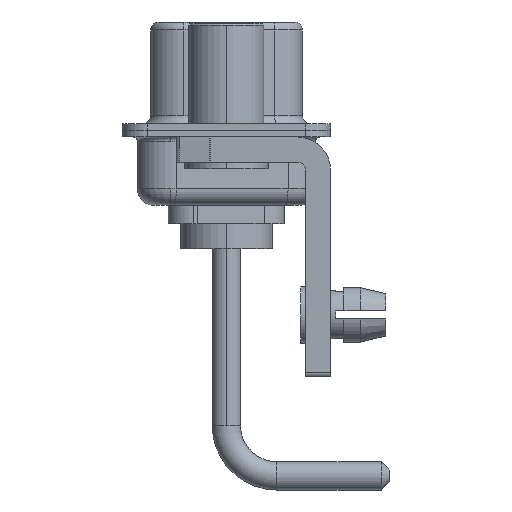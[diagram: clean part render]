
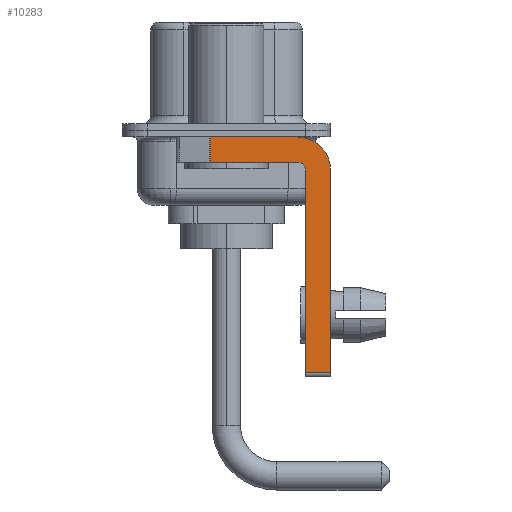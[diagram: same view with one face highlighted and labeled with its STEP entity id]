
A CAD part, left-side view. The second image highlights one B-rep face of the part: STEP entity #10283.
In plain terms, the highlighted planar face has unit normal (-1, 0, 0).
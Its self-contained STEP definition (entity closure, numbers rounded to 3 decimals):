
#5 = DIRECTION ( 'NONE',  ( -1., 0., 0. ) ) ;
#203 = CARTESIAN_POINT ( 'NONE',  ( -2.9, -4.75, -14.55 ) ) ;
#356 = CARTESIAN_POINT ( 'NONE',  ( -2.9, -4.25, -1.9 ) ) ;
#855 = VERTEX_POINT ( 'NONE', #13244 ) ;
#977 = VERTEX_POINT ( 'NONE', #6422 ) ;
#1707 = AXIS2_PLACEMENT_3D ( 'NONE', #11373, #7243, #12773 ) ;
#2575 = VECTOR ( 'NONE', #7186, 1000. ) ;
#2905 = PLANE ( 'NONE',  #17050 ) ;
#3118 = EDGE_CURVE ( 'NONE', #4736, #10663, #9505, .T. ) ;
#3183 = DIRECTION ( 'NONE',  ( 0., 0., -1. ) ) ;
#3278 = EDGE_CURVE ( 'NONE', #855, #12813, #7700, .T. ) ;
#4736 = VERTEX_POINT ( 'NONE', #203 ) ;
#5414 = CARTESIAN_POINT ( 'NONE',  ( -2.9, 3., -0.4 ) ) ;
#5503 = EDGE_CURVE ( 'NONE', #12813, #977, #14955, .T. ) ;
#5523 = EDGE_CURVE ( 'NONE', #4736, #977, #10389, .T. ) ;
#5766 = EDGE_LOOP ( 'NONE', ( #17254, #7171, #6063, #5784, #18434, #13076, #13821, #10492 ) ) ;
#5784 = ORIENTED_EDGE ( 'NONE', *, *, #8429, .F. ) ;
#6063 = ORIENTED_EDGE ( 'NONE', *, *, #17145, .F. ) ;
#6168 = VERTEX_POINT ( 'NONE', #15022 ) ;
#6276 = CARTESIAN_POINT ( 'NONE',  ( -2.9, -6.25, -2.4 ) ) ;
#6422 = CARTESIAN_POINT ( 'NONE',  ( -2.9, -6.25, -14.55 ) ) ;
#6564 = AXIS2_PLACEMENT_3D ( 'NONE', #13205, #5, #11805 ) ;
#6674 = VERTEX_POINT ( 'NONE', #13157 ) ;
#6745 = VECTOR ( 'NONE', #13280, 1000. ) ;
#7171 = ORIENTED_EDGE ( 'NONE', *, *, #7310, .T. ) ;
#7186 = DIRECTION ( 'NONE',  ( 0., 0., -1. ) ) ;
#7218 = FACE_OUTER_BOUND ( 'NONE', #5766, .T. ) ;
#7243 = DIRECTION ( 'NONE',  ( 1., 0., 0. ) ) ;
#7310 = EDGE_CURVE ( 'NONE', #6168, #6674, #11482, .T. ) ;
#7583 = LINE ( 'NONE', #10483, #6745 ) ;
#7700 = CIRCLE ( 'NONE', #1707, 2. ) ;
#8429 = EDGE_CURVE ( 'NONE', #10663, #10334, #14618, .T. ) ;
#9217 = VECTOR ( 'NONE', #14866, 1000. ) ;
#9505 = LINE ( 'NONE', #18006, #14864 ) ;
#9734 = DIRECTION ( 'NONE',  ( 0., -1., 0. ) ) ;
#10283 = ADVANCED_FACE ( 'NONE', ( #7218 ), #2905, .F. ) ;
#10334 = VERTEX_POINT ( 'NONE', #356 ) ;
#10389 = LINE ( 'NONE', #16452, #9217 ) ;
#10483 = CARTESIAN_POINT ( 'NONE',  ( -2.9, -4.25, -1.9 ) ) ;
#10492 = ORIENTED_EDGE ( 'NONE', *, *, #3278, .F. ) ;
#10663 = VERTEX_POINT ( 'NONE', #12724 ) ;
#11373 = CARTESIAN_POINT ( 'NONE',  ( -2.9, -4.25, -2.4 ) ) ;
#11385 = CARTESIAN_POINT ( 'NONE',  ( -2.9, -6.25, -2.4 ) ) ;
#11482 = LINE ( 'NONE', #17273, #2575 ) ;
#11805 = DIRECTION ( 'NONE',  ( 0., 0., 1. ) ) ;
#12305 = DIRECTION ( 'NONE',  ( 0., 0., 1. ) ) ;
#12724 = CARTESIAN_POINT ( 'NONE',  ( -2.9, -4.75, -2.4 ) ) ;
#12773 = DIRECTION ( 'NONE',  ( 0., 0., -1. ) ) ;
#12813 = VERTEX_POINT ( 'NONE', #11385 ) ;
#12971 = VECTOR ( 'NONE', #9734, 1000. ) ;
#13013 = DIRECTION ( 'NONE',  ( 1., 0., 0. ) ) ;
#13076 = ORIENTED_EDGE ( 'NONE', *, *, #5523, .T. ) ;
#13157 = CARTESIAN_POINT ( 'NONE',  ( -2.9, 0.978, -1.9 ) ) ;
#13205 = CARTESIAN_POINT ( 'NONE',  ( -2.9, -4.25, -2.4 ) ) ;
#13244 = CARTESIAN_POINT ( 'NONE',  ( -2.9, -4.25, -0.4 ) ) ;
#13280 = DIRECTION ( 'NONE',  ( 0., 1., 0. ) ) ;
#13634 = EDGE_CURVE ( 'NONE', #6168, #855, #18249, .T. ) ;
#13821 = ORIENTED_EDGE ( 'NONE', *, *, #5503, .F. ) ;
#14618 = CIRCLE ( 'NONE', #6564, 0.5 ) ;
#14864 = VECTOR ( 'NONE', #12305, 1000. ) ;
#14866 = DIRECTION ( 'NONE',  ( 0., -1., 0. ) ) ;
#14955 = LINE ( 'NONE', #6276, #15477 ) ;
#15022 = CARTESIAN_POINT ( 'NONE',  ( -2.9, 0.978, -0.4 ) ) ;
#15477 = VECTOR ( 'NONE', #17490, 1000. ) ;
#15996 = CARTESIAN_POINT ( 'NONE',  ( -2.9, -4.25, -2.4 ) ) ;
#16452 = CARTESIAN_POINT ( 'NONE',  ( -2.9, -4.25, -14.55 ) ) ;
#17050 = AXIS2_PLACEMENT_3D ( 'NONE', #15996, #13013, #3183 ) ;
#17145 = EDGE_CURVE ( 'NONE', #10334, #6674, #7583, .T. ) ;
#17254 = ORIENTED_EDGE ( 'NONE', *, *, #13634, .F. ) ;
#17273 = CARTESIAN_POINT ( 'NONE',  ( -2.9, 0.978, -1.9 ) ) ;
#17490 = DIRECTION ( 'NONE',  ( 0., 0., -1. ) ) ;
#18006 = CARTESIAN_POINT ( 'NONE',  ( -2.9, -4.75, -14.8 ) ) ;
#18249 = LINE ( 'NONE', #5414, #12971 ) ;
#18434 = ORIENTED_EDGE ( 'NONE', *, *, #3118, .F. ) ;
